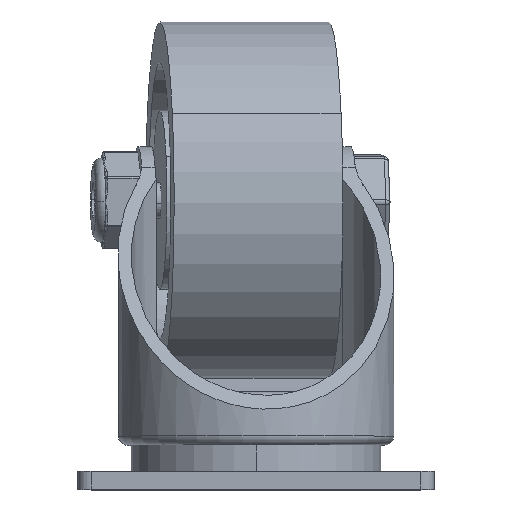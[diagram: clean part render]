
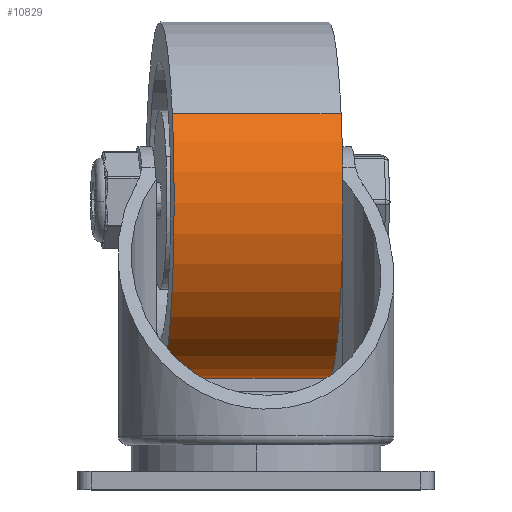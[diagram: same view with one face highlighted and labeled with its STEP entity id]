
A CAD part, top view. The second image highlights one B-rep face of the part: STEP entity #10829.
In plain terms, the highlighted cylindrical face has radius 40 mm (diameter 80 mm), a partial arc.
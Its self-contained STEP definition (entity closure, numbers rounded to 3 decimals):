
#223 = ORIENTED_EDGE ( 'NONE', *, *, #8982, .T. ) ;
#302 = CIRCLE ( 'NONE', #3077, 40. ) ;
#454 = DIRECTION ( 'NONE',  ( 0., 0., -1. ) ) ;
#492 = EDGE_CURVE ( 'NONE', #7412, #7500, #4906, .T. ) ;
#721 = DIRECTION ( 'NONE',  ( 1., 0., 0. ) ) ;
#1070 = AXIS2_PLACEMENT_3D ( 'NONE', #3222, #8758, #721 ) ;
#1227 = VECTOR ( 'NONE', #4123, 1000. ) ;
#2095 = DIRECTION ( 'NONE',  ( 0., 0., -1. ) ) ;
#2687 = CARTESIAN_POINT ( 'NONE',  ( -40., 0., 19. ) ) ;
#2717 = EDGE_LOOP ( 'NONE', ( #4717, #4320, #7402, #223 ) ) ;
#3077 = AXIS2_PLACEMENT_3D ( 'NONE', #11253, #5873, #8626 ) ;
#3222 = CARTESIAN_POINT ( 'NONE',  ( 0., 0., 19. ) ) ;
#3539 = CARTESIAN_POINT ( 'NONE',  ( 40., 0., -19. ) ) ;
#3966 = CARTESIAN_POINT ( 'NONE',  ( 0., 0., 19. ) ) ;
#4123 = DIRECTION ( 'NONE',  ( 0., 0., -1. ) ) ;
#4320 = ORIENTED_EDGE ( 'NONE', *, *, #8923, .F. ) ;
#4717 = ORIENTED_EDGE ( 'NONE', *, *, #9661, .F. ) ;
#4906 = LINE ( 'NONE', #8664, #7197 ) ;
#5009 = CARTESIAN_POINT ( 'NONE',  ( 40., 0., 19. ) ) ;
#5681 = DIRECTION ( 'NONE',  ( -1., 0., 0. ) ) ;
#5747 = FACE_OUTER_BOUND ( 'NONE', #2717, .T. ) ;
#5873 = DIRECTION ( 'NONE',  ( 0., 0., 1. ) ) ;
#6542 = AXIS2_PLACEMENT_3D ( 'NONE', #3966, #2095, #5681 ) ;
#6570 = CYLINDRICAL_SURFACE ( 'NONE', #6542, 40. ) ;
#7197 = VECTOR ( 'NONE', #454, 1000. ) ;
#7402 = ORIENTED_EDGE ( 'NONE', *, *, #492, .T. ) ;
#7412 = VERTEX_POINT ( 'NONE', #2687 ) ;
#7500 = VERTEX_POINT ( 'NONE', #8484 ) ;
#8484 = CARTESIAN_POINT ( 'NONE',  ( -40., 0., -19. ) ) ;
#8626 = DIRECTION ( 'NONE',  ( 1., 0., 0. ) ) ;
#8664 = CARTESIAN_POINT ( 'NONE',  ( -40., 0., 19. ) ) ;
#8758 = DIRECTION ( 'NONE',  ( 0., 0., 1. ) ) ;
#8923 = EDGE_CURVE ( 'NONE', #7412, #10124, #9462, .T. ) ;
#8982 = EDGE_CURVE ( 'NONE', #7500, #11306, #302, .T. ) ;
#9462 = CIRCLE ( 'NONE', #1070, 40. ) ;
#9661 = EDGE_CURVE ( 'NONE', #10124, #11306, #10232, .T. ) ;
#10124 = VERTEX_POINT ( 'NONE', #11256 ) ;
#10232 = LINE ( 'NONE', #5009, #1227 ) ;
#10829 = ADVANCED_FACE ( 'NONE', ( #5747 ), #6570, .T. ) ;
#11253 = CARTESIAN_POINT ( 'NONE',  ( 0., 0., -19. ) ) ;
#11256 = CARTESIAN_POINT ( 'NONE',  ( 40., 0., 19. ) ) ;
#11306 = VERTEX_POINT ( 'NONE', #3539 ) ;
